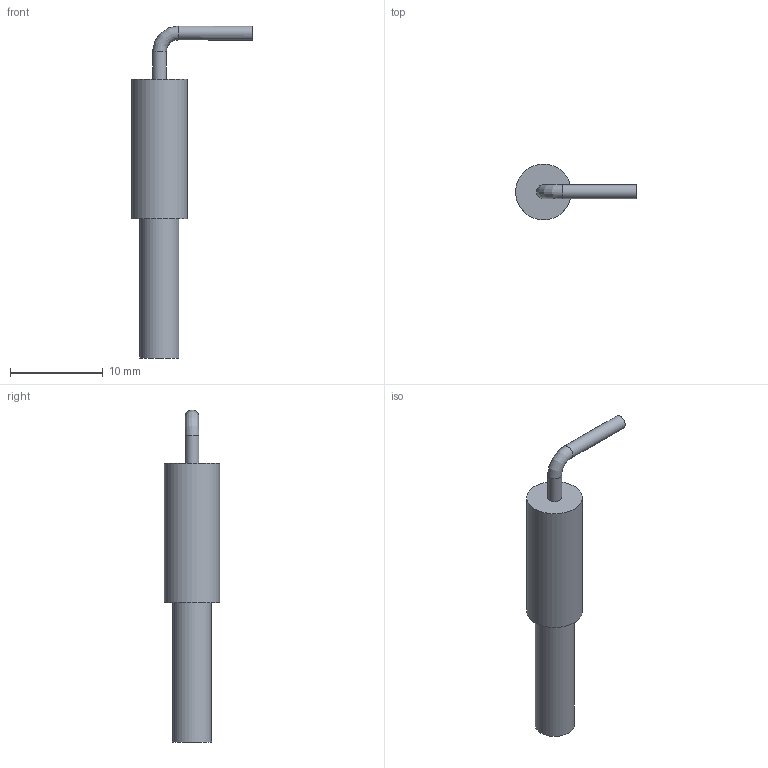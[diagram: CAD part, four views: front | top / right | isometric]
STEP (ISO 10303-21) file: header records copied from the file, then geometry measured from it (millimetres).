
FILE_DESCRIPTION(/* description */ (''),/* implementation_level */ '2;1');
FILE_NAME(/* name */ 'LT030102.stp',/* time_stamp */ '2016-10-06T13:57:50+02:00',/* author */ ('mitarbeiter'),/* organization */ (''),/* preprocessor_version */ 'ST-DEVELOPER v15.2',/* originating_system */ 'Autodesk Inventor 2014',/* authorisation */ '');
FILE_SCHEMA (('AUTOMOTIVE_DESIGN { 1 0 10303 214 3 1 1 }'));
Length unit declared in the file: millimetre
Products named in the file (1): LT030102
Bounding box: 13 x 6 x 35.75 mm (x, y, z)
Volume: 657.1 mm3; surface area: 603.9 mm2
Topology: 1 solids, 1 shells, 9 faces, 15 edges, 10 vertices
Faces by surface type: cylinder 4, plane 4, bspline 1
Full cylindrical faces by diameter (mm): 1.5 x2, 4.2 x1, 6 x1
Entity records: 261 total; most frequent: CARTESIAN_POINT 75, DIRECTION 40, ORIENTED_EDGE 22, AXIS2_PLACEMENT_3D 20, EDGE_LOOP 15, CIRCLE 11, EDGE_CURVE 11, VERTEX_POINT 10
